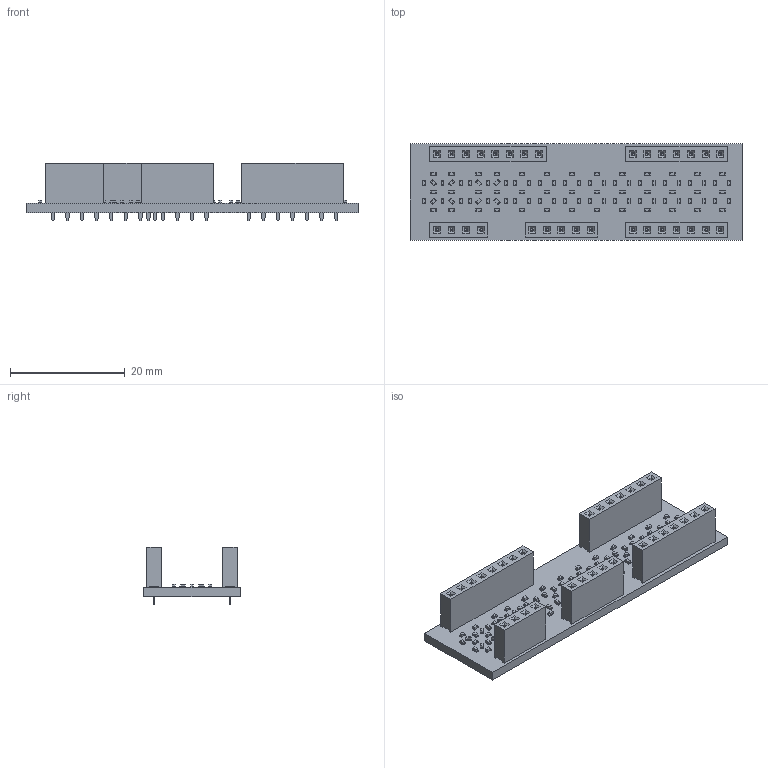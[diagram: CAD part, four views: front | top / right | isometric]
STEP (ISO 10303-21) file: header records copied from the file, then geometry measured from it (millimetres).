
FILE_DESCRIPTION(('KiCad electronic assembly'),'2;1');
FILE_NAME('ufc_v4_scratchpad.step','2021-05-15T10:22:11',('An Author'),( 'A Company'),'Open CASCADE STEP processor 6.9', 'KiCad to STEP converter','Unknown');
FILE_SCHEMA(('AUTOMOTIVE_DESIGN { 1 0 10303 214 1 1 1 1 }'));
Length unit declared in the file: millimetre
Products named in the file (12): Open CASCADE STEP translator 6.9 1; PinSocket_1x05_P2.54mm_Vertical; SOLID; PinSocket_1x07_P2.54mm_Vertical; PinSocket_1x04_P2.54mm_Vertical; PinSocket_1x08_P2.54mm_Vertical; LED_0402_1005Metric; COMPOUND
Assembly tree (106 placements, depth 3):
  Open CASCADE STEP translator 6.9 1
    PinSocket_1x05_P2.54mm_Vertical
      SOLID
    PinSocket_1x07_P2.54mm_Vertical  x2
      SOLID
    PinSocket_1x04_P2.54mm_Vertical
      SOLID
    PinSocket_1x08_P2.54mm_Vertical
      SOLID
    LED_0402_1005Metric  x95
      SOLID
    COMPOUND
Bounding box: 57.91 x 16.76 x 10.1 mm (x, y, z)
Volume: 2849.4 mm3; surface area: 4851.1 mm2
Topology: 101 solids, 101 shells, 5798 faces, 15340 edges, 9932 vertices
Faces by surface type: plane 5007, cylinder 791
Full cylindrical faces by diameter (mm): 1 x31
Entity records: 62208 total; most frequent: CARTESIAN_POINT 9256, DIRECTION 8788, LINE 6606, VECTOR 6606, ORIENTED_EDGE 4508, PCURVE 4508, DEFINITIONAL_REPRESENTATION 4508, EDGE_CURVE 2254
